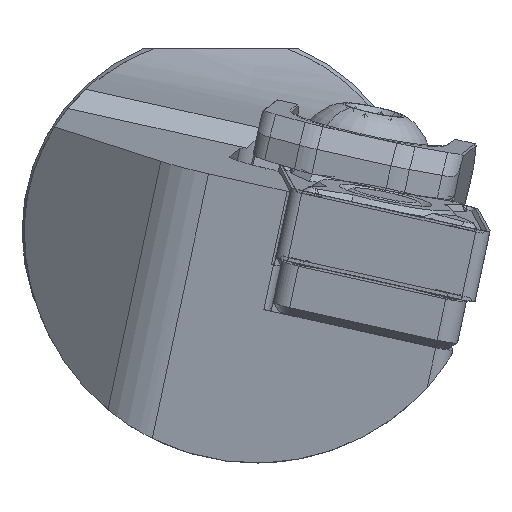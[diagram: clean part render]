
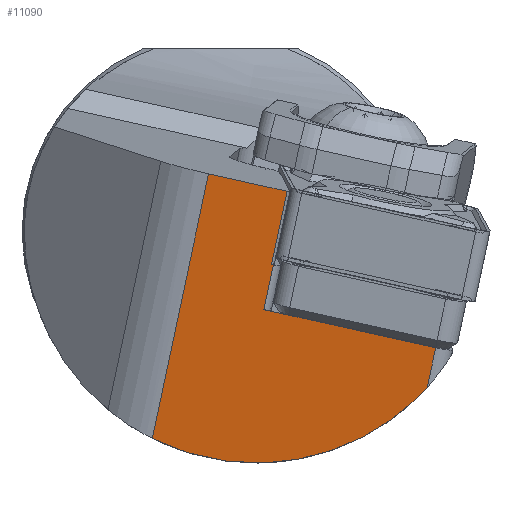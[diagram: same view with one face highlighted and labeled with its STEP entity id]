
A CAD part, left-side view. The second image highlights one B-rep face of the part: STEP entity #11090.
In plain terms, the highlighted planar face has unit normal (-0.991, 0.105, -0.084).
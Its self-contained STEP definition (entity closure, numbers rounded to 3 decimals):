
#26 = LINE ( 'NONE', #6280, #5685 ) ;
#126 = AXIS2_PLACEMENT_3D ( 'NONE', #7122, #10185, #9151 ) ;
#230 = VECTOR ( 'NONE', #5746, 1000. ) ;
#462 = VECTOR ( 'NONE', #8556, 1000. ) ;
#776 = VERTEX_POINT ( 'NONE', #3581 ) ;
#879 = VERTEX_POINT ( 'NONE', #8015 ) ;
#984 = EDGE_CURVE ( 'NONE', #2757, #7009, #1365, .T. ) ;
#1268 = CARTESIAN_POINT ( 'NONE',  ( -224.74, 9.021, -16.272 ) ) ;
#1365 =( BOUNDED_CURVE ( )  B_SPLINE_CURVE ( 3, ( #12368, #1268, #3337, #4648 ),
 .UNSPECIFIED., .F., .F. ) 
 B_SPLINE_CURVE_WITH_KNOTS ( ( 4, 4 ),
 ( 3.575, 4.871 ),
 .UNSPECIFIED. ) 
 CURVE ( )  GEOMETRIC_REPRESENTATION_ITEM ( )  RATIONAL_B_SPLINE_CURVE ( ( 1., 0.865, 0.865, 1. ) ) 
 REPRESENTATION_ITEM ( '' )  );
#2065 = ORIENTED_EDGE ( 'NONE', *, *, #12407, .F. ) ;
#2087 = EDGE_CURVE ( 'NONE', #776, #6643, #4755, .T. ) ;
#2399 = ORIENTED_EDGE ( 'NONE', *, *, #6212, .T. ) ;
#2755 = CARTESIAN_POINT ( 'NONE',  ( -224.352, 15.096, -13.229 ) ) ;
#2757 = VERTEX_POINT ( 'NONE', #2755 ) ;
#2790 = CARTESIAN_POINT ( 'NONE',  ( -226.469, -2.236, -10.007 ) ) ;
#3186 = LINE ( 'NONE', #12339, #9800 ) ;
#3337 = CARTESIAN_POINT ( 'NONE',  ( -225.556, 2.34, -15.03 ) ) ;
#3541 = ORIENTED_EDGE ( 'NONE', *, *, #6995, .T. ) ;
#3581 = CARTESIAN_POINT ( 'NONE',  ( -226.09, 7.469, -2.301 ) ) ;
#3616 = LINE ( 'NONE', #7543, #462 ) ;
#3722 = EDGE_CURVE ( 'NONE', #11425, #8429, #9396, .T. ) ;
#4125 = LINE ( 'NONE', #9864, #12161 ) ;
#4198 = PLANE ( 'NONE',  #126 ) ;
#4648 = CARTESIAN_POINT ( 'NONE',  ( -226.469, -2.236, -10.007 ) ) ;
#4690 = CARTESIAN_POINT ( 'NONE',  ( -226.289, 9.907, 3.089 ) ) ;
#4755 = LINE ( 'NONE', #5456, #6610 ) ;
#5456 = CARTESIAN_POINT ( 'NONE',  ( -227.038, -3.363, -4.705 ) ) ;
#5523 = DIRECTION ( 'NONE',  ( 0.085, 0.973, 0.216 ) ) ;
#5685 = VECTOR ( 'NONE', #11368, 1000. ) ;
#5746 = DIRECTION ( 'NONE',  ( 0.085, 0.973, 0.216 ) ) ;
#6212 = EDGE_CURVE ( 'NONE', #8429, #776, #3186, .T. ) ;
#6280 = CARTESIAN_POINT ( 'NONE',  ( -261.936, -72.396, 320.07 ) ) ;
#6610 = VECTOR ( 'NONE', #5523, 1000. ) ;
#6643 = VERTEX_POINT ( 'NONE', #7285 ) ;
#6803 = EDGE_CURVE ( 'NONE', #6643, #7663, #3616, .T. ) ;
#6935 = ORIENTED_EDGE ( 'NONE', *, *, #8518, .T. ) ;
#6995 = EDGE_CURVE ( 'NONE', #7663, #879, #12137, .T. ) ;
#7009 = VERTEX_POINT ( 'NONE', #2790 ) ;
#7122 = CARTESIAN_POINT ( 'NONE',  ( -261.936, -72.396, 320.07 ) ) ;
#7198 = EDGE_LOOP ( 'NONE', ( #7766, #12693, #3541, #6935, #7508, #2065, #7619, #2399 ) ) ;
#7285 = CARTESIAN_POINT ( 'NONE',  ( -226.08, 7.582, -2.276 ) ) ;
#7508 = ORIENTED_EDGE ( 'NONE', *, *, #984, .T. ) ;
#7543 = CARTESIAN_POINT ( 'NONE',  ( -228.406, 2.981, 19.37 ) ) ;
#7619 = ORIENTED_EDGE ( 'NONE', *, *, #3722, .T. ) ;
#7663 = VERTEX_POINT ( 'NONE', #10184 ) ;
#7766 = ORIENTED_EDGE ( 'NONE', *, *, #2087, .T. ) ;
#8015 = CARTESIAN_POINT ( 'NONE',  ( -226.145, 11.55, 3.454 ) ) ;
#8429 = VERTEX_POINT ( 'NONE', #12813 ) ;
#8518 = EDGE_CURVE ( 'NONE', #879, #2757, #4125, .T. ) ;
#8556 = DIRECTION ( 'NONE',  ( -0.105, -0.207, 0.973 ) ) ;
#8881 = CARTESIAN_POINT ( 'NONE',  ( -226.737, -2.767, -7.507 ) ) ;
#9151 = DIRECTION ( 'NONE',  ( 0., -0.624, -0.782 ) ) ;
#9396 = LINE ( 'NONE', #9734, #230 ) ;
#9467 = VECTOR ( 'NONE', #11726, 1000. ) ;
#9734 = CARTESIAN_POINT ( 'NONE',  ( -226.737, -2.767, -7.507 ) ) ;
#9800 = VECTOR ( 'NONE', #12288, 1000. ) ;
#9864 = CARTESIAN_POINT ( 'NONE',  ( -260.545, -56.499, 323.598 ) ) ;
#10184 = CARTESIAN_POINT ( 'NONE',  ( -226.578, 6.598, 2.355 ) ) ;
#10185 = DIRECTION ( 'NONE',  ( 0.991, -0.105, 0.084 ) ) ;
#11090 = ADVANCED_FACE ( 'NONE', ( #11758 ), #4198, .F. ) ;
#11368 = DIRECTION ( 'NONE',  ( 0.105, 0.207, -0.973 ) ) ;
#11425 = VERTEX_POINT ( 'NONE', #8881 ) ;
#11726 = DIRECTION ( 'NONE',  ( 0.085, 0.973, 0.216 ) ) ;
#11758 = FACE_OUTER_BOUND ( 'NONE', #7198, .T. ) ;
#11789 = DIRECTION ( 'NONE',  ( 0.105, 0.207, -0.973 ) ) ;
#12137 = LINE ( 'NONE', #4690, #9467 ) ;
#12161 = VECTOR ( 'NONE', #11789, 1000. ) ;
#12288 = DIRECTION ( 'NONE',  ( -0.105, -0.207, 0.973 ) ) ;
#12339 = CARTESIAN_POINT ( 'NONE',  ( -228.416, 2.868, 19.345 ) ) ;
#12368 = CARTESIAN_POINT ( 'NONE',  ( -224.352, 15.096, -13.229 ) ) ;
#12407 = EDGE_CURVE ( 'NONE', #11425, #7009, #26, .T. ) ;
#12693 = ORIENTED_EDGE ( 'NONE', *, *, #6803, .T. ) ;
#12813 = CARTESIAN_POINT ( 'NONE',  ( -225.789, 8.064, -5.103 ) ) ;
